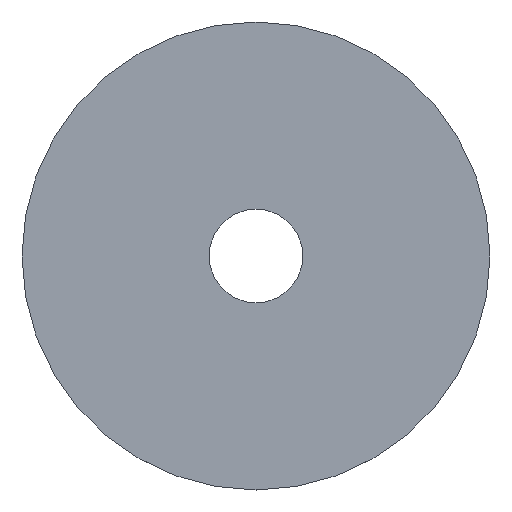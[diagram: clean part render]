
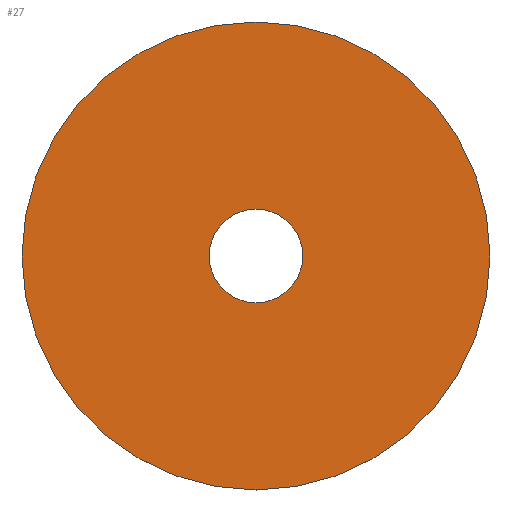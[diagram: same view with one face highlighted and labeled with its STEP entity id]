
A CAD part, top view. The second image highlights one B-rep face of the part: STEP entity #27.
In plain terms, the highlighted planar face has unit normal (0, 0, 1).
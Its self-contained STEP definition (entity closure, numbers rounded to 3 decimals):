
#2 = AXIS2_PLACEMENT_3D ( 'NONE', #36, #80, #134 ) ;
#11 = CARTESIAN_POINT ( 'NONE',  ( 0., 0., 1.5 ) ) ;
#24 = ORIENTED_EDGE ( 'NONE', *, *, #32, .F. ) ;
#26 = AXIS2_PLACEMENT_3D ( 'NONE', #162, #70, #124 ) ;
#27 = ADVANCED_FACE ( 'NONE', ( #110, #149 ), #135, .T. ) ;
#32 = EDGE_CURVE ( 'NONE', #169, #169, #116, .T. ) ;
#36 = CARTESIAN_POINT ( 'NONE',  ( 0., 0., 1.5 ) ) ;
#40 = EDGE_CURVE ( 'NONE', #137, #137, #109, .T. ) ;
#48 = DIRECTION ( 'NONE',  ( 0., 1., 0. ) ) ;
#70 = DIRECTION ( 'NONE',  ( 0., 0., 1. ) ) ;
#80 = DIRECTION ( 'NONE',  ( 0., 0., -1. ) ) ;
#81 = ORIENTED_EDGE ( 'NONE', *, *, #40, .T. ) ;
#102 = CARTESIAN_POINT ( 'NONE',  ( 0., 16., 1.5 ) ) ;
#109 = CIRCLE ( 'NONE', #2, 16. ) ;
#110 = FACE_BOUND ( 'NONE', #145, .T. ) ;
#116 = CIRCLE ( 'NONE', #139, 80. ) ;
#124 = DIRECTION ( 'NONE',  ( 0., -1., 0. ) ) ;
#129 = CARTESIAN_POINT ( 'NONE',  ( 0., 80., 1.5 ) ) ;
#134 = DIRECTION ( 'NONE',  ( 0., 1., 0. ) ) ;
#135 = PLANE ( 'NONE',  #26 ) ;
#136 = EDGE_LOOP ( 'NONE', ( #24 ) ) ;
#137 = VERTEX_POINT ( 'NONE', #102 ) ;
#139 = AXIS2_PLACEMENT_3D ( 'NONE', #11, #164, #48 ) ;
#145 = EDGE_LOOP ( 'NONE', ( #81 ) ) ;
#149 = FACE_OUTER_BOUND ( 'NONE', #136, .T. ) ;
#162 = CARTESIAN_POINT ( 'NONE',  ( 0., 16., 1.5 ) ) ;
#164 = DIRECTION ( 'NONE',  ( 0., 0., -1. ) ) ;
#169 = VERTEX_POINT ( 'NONE', #129 ) ;
